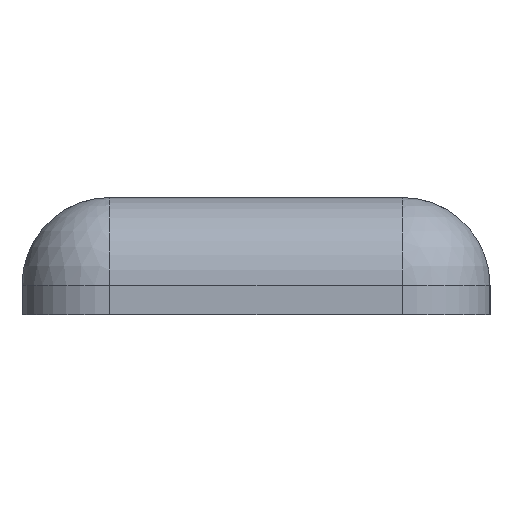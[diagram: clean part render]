
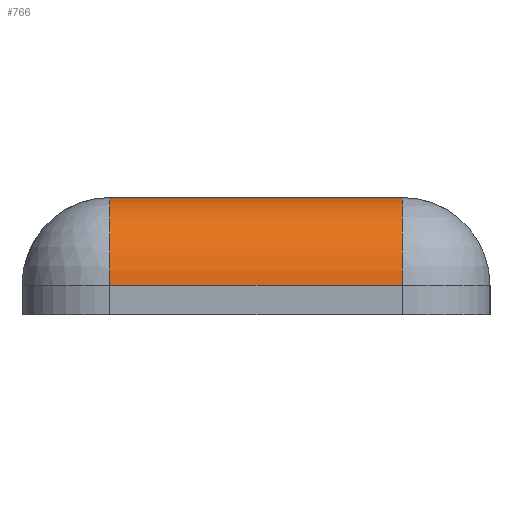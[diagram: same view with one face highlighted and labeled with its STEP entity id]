
A CAD part, left-side view. The second image highlights one B-rep face of the part: STEP entity #766.
In plain terms, the highlighted cylindrical face has radius 3 mm (diameter 6 mm), a partial arc.
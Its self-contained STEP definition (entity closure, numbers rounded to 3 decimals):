
#395=CYLINDRICAL_SURFACE('',#739,3.);
#404=CIRCLE('',#723,3.);
#412=CIRCLE('',#740,3.);
#474=ORIENTED_EDGE('',*,*,#578,.F.);
#475=ORIENTED_EDGE('',*,*,#580,.T.);
#476=ORIENTED_EDGE('',*,*,#562,.T.);
#477=ORIENTED_EDGE('',*,*,#565,.F.);
#497=VECTOR('',#649,1.);
#503=VECTOR('',#695,1.);
#517=LINE('',#808,#497);
#523=LINE('',#840,#503);
#537=VERTEX_POINT('',#802);
#538=VERTEX_POINT('',#806);
#539=VERTEX_POINT('',#812);
#544=VERTEX_POINT('',#836);
#562=EDGE_CURVE('',#537,#538,#517,.T.);
#565=EDGE_CURVE('',#539,#538,#404,.T.);
#578=EDGE_CURVE('',#544,#539,#523,.T.);
#580=EDGE_CURVE('',#544,#537,#412,.T.);
#596=EDGE_LOOP('',(#474,#475,#476,#477));
#614=FACE_BOUND('',#596,.T.);
#649=DIRECTION('',(0.,-10.,0.));
#658=DIRECTION('',(0.,-1.,0.));
#659=DIRECTION('',(0.,0.,-3.));
#695=DIRECTION('',(0.,-10.,0.));
#697=DIRECTION('',(0.,-1.,0.));
#698=DIRECTION('',(0.,0.,1.));
#699=DIRECTION('',(0.,-1.,0.));
#700=DIRECTION('',(0.,0.,-3.));
#723=AXIS2_PLACEMENT_3D('',#814,#658,#659);
#739=AXIS2_PLACEMENT_3D('',#842,#697,#698);
#740=AXIS2_PLACEMENT_3D('',#843,#699,#700);
#766=ADVANCED_FACE('',(#614),#395,.T.);
#802=CARTESIAN_POINT('',(7.22,36.223,1.));
#806=CARTESIAN_POINT('',(7.22,26.223,1.));
#808=CARTESIAN_POINT('',(7.22,36.223,1.));
#812=CARTESIAN_POINT('',(10.22,26.223,4.));
#814=CARTESIAN_POINT('',(10.22,26.223,1.));
#836=CARTESIAN_POINT('',(10.22,36.223,4.));
#840=CARTESIAN_POINT('',(10.22,36.223,4.));
#842=CARTESIAN_POINT('',(10.22,31.223,1.));
#843=CARTESIAN_POINT('',(10.22,36.223,1.));
